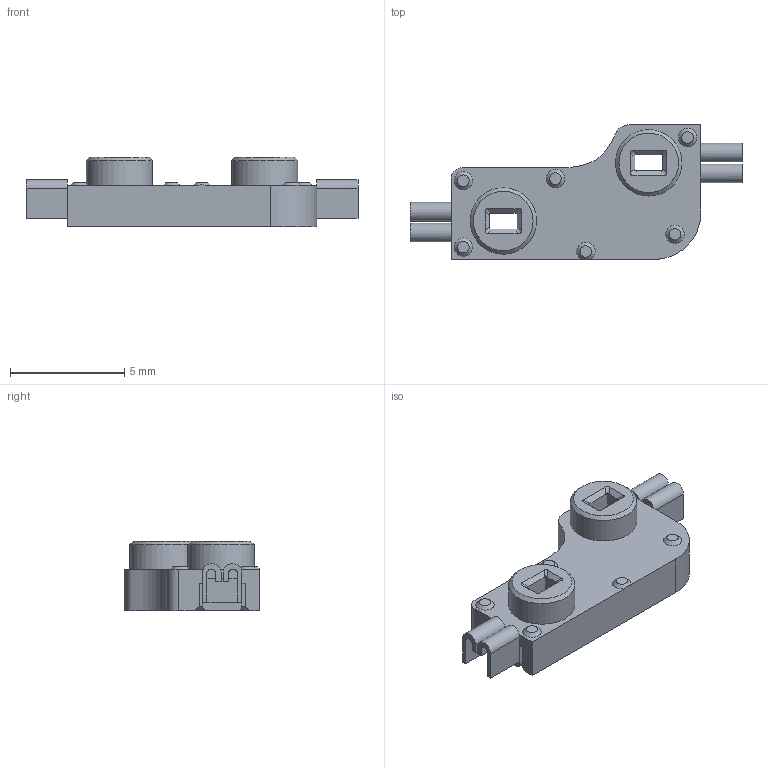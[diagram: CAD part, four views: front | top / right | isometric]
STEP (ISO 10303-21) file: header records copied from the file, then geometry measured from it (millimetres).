
FILE_DESCRIPTION(/* description */ ('Unknown'),/* implementation_level */ '2;1');
FILE_NAME(/* name */ '4958',/* time_stamp */ '2023-12-15T09:59:13+02:00',/* author */ ('Unknown'),/* organization */ ('Unknown'),/* preprocessor_version */ 'ST-DEVELOPER v18.102',/* originating_system */ 'Solid Edge',/* authorisation */ 'Unknown');
FILE_SCHEMA (('AUTOMOTIVE_DESIGN {1 0 10303 214 3 1 1}'));
Length unit declared in the file: millimetre
Products named in the file (1): 4958
Bounding box: 14.5 x 5.89 x 3.05 mm (x, y, z)
Volume: 93.2 mm3; surface area: 270.5 mm2
Topology: 1 solids, 1 shells, 146 faces, 405 edges, 255 vertices
Faces by surface type: plane 113, cylinder 24, cone 8, bspline 1
Full cylindrical faces by diameter (mm): 2.9 x2
Entity records: 5584 total; most frequent: CARTESIAN_POINT 821, ORIENTED_EDGE 774, DIRECTION 762, EDGE_CURVE 387, LINE 298, VECTOR 298, VERTEX_POINT 247, AXIS2_PLACEMENT_3D 232
